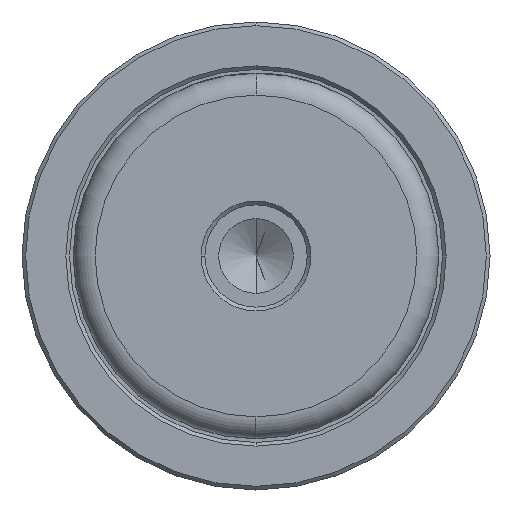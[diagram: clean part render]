
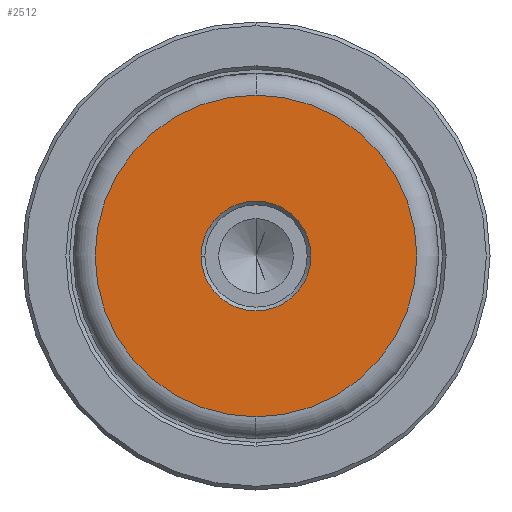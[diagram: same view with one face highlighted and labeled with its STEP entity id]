
A CAD part, left-side view. The second image highlights one B-rep face of the part: STEP entity #2512.
In plain terms, the highlighted planar face has unit normal (-1, 0, 0).
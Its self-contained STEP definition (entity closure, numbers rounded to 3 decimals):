
#39 = VERTEX_POINT ( 'NONE', #2107 ) ;
#54 = CARTESIAN_POINT ( 'NONE',  ( 0., 0., 21.997 ) ) ;
#110 = ORIENTED_EDGE ( 'NONE', *, *, #618, .T. ) ;
#118 = DIRECTION ( 'NONE',  ( 0., 0., 1. ) ) ;
#130 = ORIENTED_EDGE ( 'NONE', *, *, #1894, .T. ) ;
#131 = DIRECTION ( 'NONE',  ( 0., 0., 1. ) ) ;
#189 = AXIS2_PLACEMENT_3D ( 'NONE', #1032, #2455, #1236 ) ;
#217 = DIRECTION ( 'NONE',  ( -1., 0., 0. ) ) ;
#330 = FACE_BOUND ( 'NONE', #442, .T. ) ;
#334 = ORIENTED_EDGE ( 'NONE', *, *, #1689, .T. ) ;
#412 = VERTEX_POINT ( 'NONE', #2217 ) ;
#442 = EDGE_LOOP ( 'NONE', ( #334, #130 ) ) ;
#504 = AXIS2_PLACEMENT_3D ( 'NONE', #1122, #1934, #727 ) ;
#515 = PLANE ( 'NONE',  #504 ) ;
#618 = EDGE_CURVE ( 'NONE', #2404, #2225, #832, .T. ) ;
#646 = CIRCLE ( 'NONE', #2603, 7.5 ) ;
#727 = DIRECTION ( 'NONE',  ( 0., 0., 1. ) ) ;
#832 = CIRCLE ( 'NONE', #1616, 21.997 ) ;
#865 = CARTESIAN_POINT ( 'NONE',  ( 0., 0., -21.997 ) ) ;
#1032 = CARTESIAN_POINT ( 'NONE',  ( 0., 0., 0. ) ) ;
#1035 = EDGE_LOOP ( 'NONE', ( #1111, #110 ) ) ;
#1111 = ORIENTED_EDGE ( 'NONE', *, *, #2108, .T. ) ;
#1122 = CARTESIAN_POINT ( 'NONE',  ( 0., 0., 0. ) ) ;
#1236 = DIRECTION ( 'NONE',  ( 0., 0., 1. ) ) ;
#1327 = DIRECTION ( 'NONE',  ( 1., 0., 0. ) ) ;
#1345 = DIRECTION ( 'NONE',  ( -1., 0., 0. ) ) ;
#1437 = CARTESIAN_POINT ( 'NONE',  ( 0., 0., 0. ) ) ;
#1616 = AXIS2_PLACEMENT_3D ( 'NONE', #2567, #1345, #131 ) ;
#1650 = DIRECTION ( 'NONE',  ( 0., 0., 1. ) ) ;
#1689 = EDGE_CURVE ( 'NONE', #412, #39, #1711, .T. ) ;
#1711 = CIRCLE ( 'NONE', #189, 7.5 ) ;
#1894 = EDGE_CURVE ( 'NONE', #39, #412, #646, .T. ) ;
#1934 = DIRECTION ( 'NONE',  ( -1., 0., 0. ) ) ;
#1943 = FACE_OUTER_BOUND ( 'NONE', #1035, .T. ) ;
#2107 = CARTESIAN_POINT ( 'NONE',  ( 0., 7.5, 0. ) ) ;
#2108 = EDGE_CURVE ( 'NONE', #2225, #2404, #2300, .T. ) ;
#2145 = AXIS2_PLACEMENT_3D ( 'NONE', #1437, #217, #1650 ) ;
#2217 = CARTESIAN_POINT ( 'NONE',  ( 0., -7.5, 0. ) ) ;
#2225 = VERTEX_POINT ( 'NONE', #54 ) ;
#2300 = CIRCLE ( 'NONE', #2145, 21.997 ) ;
#2404 = VERTEX_POINT ( 'NONE', #865 ) ;
#2455 = DIRECTION ( 'NONE',  ( 1., 0., 0. ) ) ;
#2512 = ADVANCED_FACE ( 'NONE', ( #330, #1943 ), #515, .T. ) ;
#2545 = CARTESIAN_POINT ( 'NONE',  ( 0., 0., 0. ) ) ;
#2567 = CARTESIAN_POINT ( 'NONE',  ( 0., 0., 0. ) ) ;
#2603 = AXIS2_PLACEMENT_3D ( 'NONE', #2545, #1327, #118 ) ;
